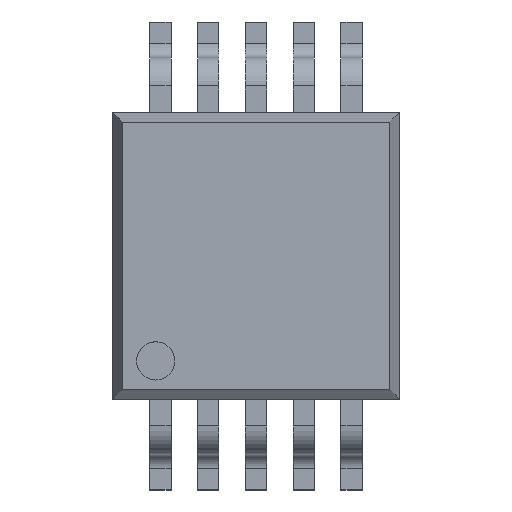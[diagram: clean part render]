
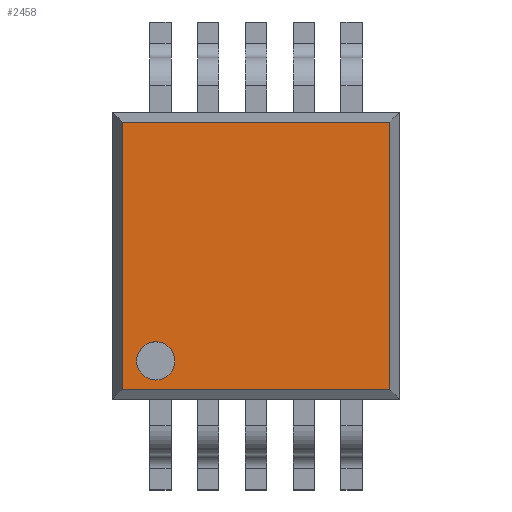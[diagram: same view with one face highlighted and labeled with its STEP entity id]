
A CAD part, top view. The second image highlights one B-rep face of the part: STEP entity #2458.
In plain terms, the highlighted planar face has unit normal (0, 0, 1).
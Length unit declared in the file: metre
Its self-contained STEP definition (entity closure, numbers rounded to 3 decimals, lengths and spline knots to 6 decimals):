
#141=CIRCLE('',#2840,0.0002);
#807=ORIENTED_EDGE('',*,*,#1175,.T.);
#808=ORIENTED_EDGE('',*,*,#1176,.T.);
#809=ORIENTED_EDGE('',*,*,#1177,.T.);
#810=ORIENTED_EDGE('',*,*,#1178,.T.);
#811=ORIENTED_EDGE('',*,*,#1179,.T.);
#1175=EDGE_CURVE('',#1409,#1410,#1663,.T.);
#1176=EDGE_CURVE('',#1410,#1411,#1664,.T.);
#1177=EDGE_CURVE('',#1411,#1412,#1665,.T.);
#1178=EDGE_CURVE('',#1412,#1409,#1666,.T.);
#1179=EDGE_CURVE('',#1413,#1413,#141,.F.);
#1409=VERTEX_POINT('',#4269);
#1410=VERTEX_POINT('',#4270);
#1411=VERTEX_POINT('',#4272);
#1412=VERTEX_POINT('',#4274);
#1413=VERTEX_POINT('',#4277);
#1663=LINE('',#4268,#1923);
#1664=LINE('',#4271,#1924);
#1665=LINE('',#4273,#1925);
#1666=LINE('',#4275,#1926);
#1923=VECTOR('',#3543,1.);
#1924=VECTOR('',#3544,1.);
#1925=VECTOR('',#3545,1.);
#1926=VECTOR('',#3546,1.);
#2069=EDGE_LOOP('',(#807,#808,#809,#810));
#2070=EDGE_LOOP('',(#811));
#2213=FACE_BOUND('',#2069,.T.);
#2214=FACE_BOUND('',#2070,.T.);
#2317=PLANE('',#2839);
#2458=ADVANCED_FACE('',(#2213,#2214),#2317,.T.);
#2839=AXIS2_PLACEMENT_3D('',#4267,#3541,#3542);
#2840=AXIS2_PLACEMENT_3D('',#4276,#3547,#3548);
#3541=DIRECTION('',(0.,0.,1.));
#3542=DIRECTION('',(1.,0.,0.));
#3543=DIRECTION('',(0.,1.,0.));
#3544=DIRECTION('',(-1.,0.,0.));
#3545=DIRECTION('',(0.,-1.,0.));
#3546=DIRECTION('',(1.,0.,0.));
#3547=DIRECTION('',(0.,0.,1.));
#3548=DIRECTION('',(1.,0.,0.));
#4267=CARTESIAN_POINT('',(0.,0.,0.001));
#4268=CARTESIAN_POINT('',(0.0014,0.,0.001));
#4269=CARTESIAN_POINT('',(0.0014,-0.0014,0.001));
#4270=CARTESIAN_POINT('',(0.0014,0.0014,0.001));
#4271=CARTESIAN_POINT('',(0.,0.0014,0.001));
#4272=CARTESIAN_POINT('',(-0.0014,0.0014,0.001));
#4273=CARTESIAN_POINT('',(-0.0014,-0.0015,0.001));
#4274=CARTESIAN_POINT('',(-0.0014,-0.0014,0.001));
#4275=CARTESIAN_POINT('',(0.0015,-0.0014,0.001));
#4276=CARTESIAN_POINT('',(-0.00105,-0.0011,0.001));
#4277=CARTESIAN_POINT('',(-0.00085,-0.0011,0.001));
